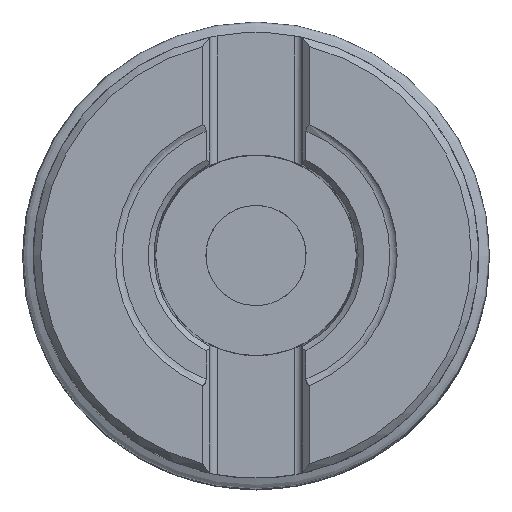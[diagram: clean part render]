
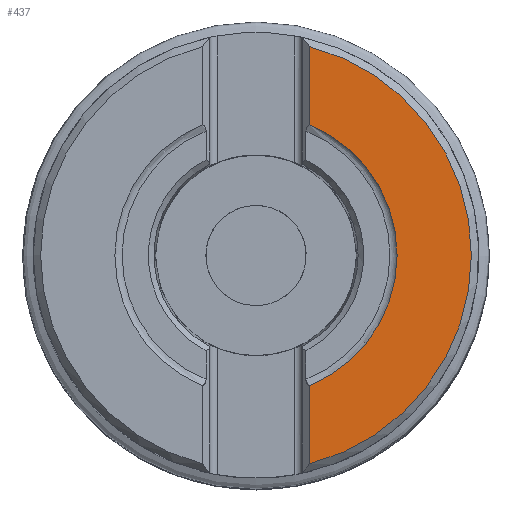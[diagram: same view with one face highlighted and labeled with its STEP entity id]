
A CAD part, top view. The second image highlights one B-rep face of the part: STEP entity #437.
In plain terms, the highlighted planar face has unit normal (0, 0, 1).
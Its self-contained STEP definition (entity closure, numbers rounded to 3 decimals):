
#183=LINE('',#2492,#207);
#184=LINE('',#2496,#208);
#207=VECTOR('',#1997,1.);
#208=VECTOR('',#2000,1.);
#437=ADVANCED_FACE('',(#535),#515,.T.);
#515=PLANE('',#1724);
#535=FACE_OUTER_BOUND('',#587,.T.);
#587=EDGE_LOOP('',(#736,#737,#738,#739));
#736=ORIENTED_EDGE('',*,*,#1078,.T.);
#737=ORIENTED_EDGE('',*,*,#1079,.F.);
#738=ORIENTED_EDGE('',*,*,#1080,.F.);
#739=ORIENTED_EDGE('',*,*,#1081,.F.);
#972=VERTEX_POINT('',#2490);
#973=VERTEX_POINT('',#2491);
#974=VERTEX_POINT('',#2493);
#975=VERTEX_POINT('',#2495);
#1078=EDGE_CURVE('',#972,#973,#1194,.T.);
#1079=EDGE_CURVE('',#974,#973,#183,.T.);
#1080=EDGE_CURVE('',#975,#974,#1195,.T.);
#1081=EDGE_CURVE('',#972,#975,#184,.T.);
#1194=CIRCLE('',#1722,29.);
#1195=CIRCLE('',#1723,19.);
#1722=AXIS2_PLACEMENT_3D('',#2489,#1995,#1996);
#1723=AXIS2_PLACEMENT_3D('',#2494,#1998,#1999);
#1724=AXIS2_PLACEMENT_3D('',#2497,#2001,#2002);
#1995=DIRECTION('',(0.,0.,1.));
#1996=DIRECTION('',(0.707,-0.707,0.));
#1997=DIRECTION('',(0.,1.,0.));
#1998=DIRECTION('',(0.,0.,1.));
#1999=DIRECTION('',(0.707,-0.707,0.));
#2000=DIRECTION('',(0.,1.,0.));
#2001=DIRECTION('',(0.,0.,1.));
#2002=DIRECTION('',(0.707,-0.707,0.));
#2489=CARTESIAN_POINT('',(0.,0.,0.));
#2490=CARTESIAN_POINT('',(7.227,-28.085,0.));
#2491=CARTESIAN_POINT('',(7.227,28.085,0.));
#2492=CARTESIAN_POINT('',(7.228,-45.75,0.));
#2493=CARTESIAN_POINT('',(7.228,17.572,0.));
#2494=CARTESIAN_POINT('',(0.,0.,0.));
#2495=CARTESIAN_POINT('',(7.228,-17.572,0.));
#2496=CARTESIAN_POINT('',(7.228,-45.75,0.));
#2497=CARTESIAN_POINT('',(0.,0.,0.));
